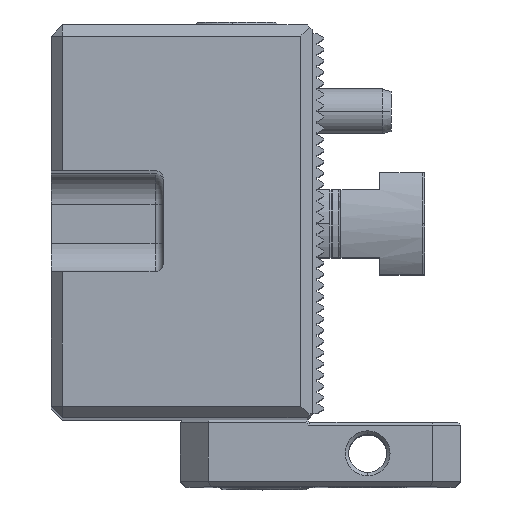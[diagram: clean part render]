
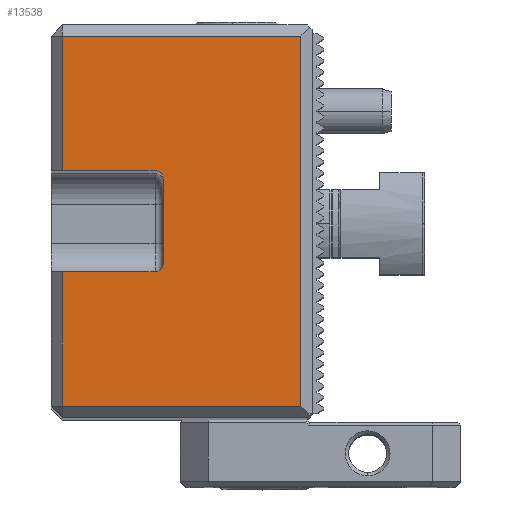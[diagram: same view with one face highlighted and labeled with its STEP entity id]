
A CAD part, top view. The second image highlights one B-rep face of the part: STEP entity #13538.
In plain terms, the highlighted planar face has unit normal (0, 0, 1).
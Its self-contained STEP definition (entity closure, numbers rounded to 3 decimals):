
#377 = EDGE_CURVE ( 'NONE', #12584, #15021, #23261, .T. ) ;
#868 = VERTEX_POINT ( 'NONE', #14678 ) ;
#924 = VECTOR ( 'NONE', #19905, 1000. ) ;
#1278 = EDGE_CURVE ( 'NONE', #15679, #15998, #23641, .T. ) ;
#1456 = ORIENTED_EDGE ( 'NONE', *, *, #20107, .T. ) ;
#1863 = LINE ( 'NONE', #7574, #21638 ) ;
#2563 = CARTESIAN_POINT ( 'NONE',  ( 24.4, 33., 310. ) ) ;
#4334 = DIRECTION ( 'NONE',  ( -1., 0., 0. ) ) ;
#4382 = DIRECTION ( 'NONE',  ( 0., 0., -1. ) ) ;
#4426 = PLANE ( 'NONE',  #16775 ) ;
#4503 = CARTESIAN_POINT ( 'NONE',  ( 24.4, 35., 310. ) ) ;
#4525 = DIRECTION ( 'NONE',  ( -1., 0., 0. ) ) ;
#4852 = CARTESIAN_POINT ( 'NONE',  ( 20.1, 33., 310. ) ) ;
#5332 = EDGE_CURVE ( 'NONE', #15998, #16285, #1863, .T. ) ;
#5674 = LINE ( 'NONE', #2563, #15526 ) ;
#6120 = VECTOR ( 'NONE', #22570, 1000. ) ;
#6251 = VERTEX_POINT ( 'NONE', #18026 ) ;
#6968 = ORIENTED_EDGE ( 'NONE', *, *, #377, .F. ) ;
#7240 = CARTESIAN_POINT ( 'NONE',  ( -5.9, -7.5, 310. ) ) ;
#7574 = CARTESIAN_POINT ( 'NONE',  ( -22.4, -35., 310. ) ) ;
#8086 = DIRECTION ( 'NONE',  ( 0., -1., 0. ) ) ;
#8245 = CARTESIAN_POINT ( 'NONE',  ( -4.4, -9., 310. ) ) ;
#8475 = VECTOR ( 'NONE', #20973, 1000. ) ;
#8590 = VECTOR ( 'NONE', #20042, 1000. ) ;
#8722 = CARTESIAN_POINT ( 'NONE',  ( 24.4, -33., 310. ) ) ;
#9220 = DIRECTION ( 'NONE',  ( -1., 0., 0. ) ) ;
#9553 = VERTEX_POINT ( 'NONE', #11795 ) ;
#10346 = ORIENTED_EDGE ( 'NONE', *, *, #25567, .F. ) ;
#10926 = CARTESIAN_POINT ( 'NONE',  ( -22.4, -33., 310. ) ) ;
#11007 = EDGE_LOOP ( 'NONE', ( #21754, #10346, #16210, #6968, #23360, #23977, #24622, #15292, #15911, #1456 ) ) ;
#11606 = CIRCLE ( 'NONE', #14455, 1.5 ) ;
#11795 = CARTESIAN_POINT ( 'NONE',  ( -5.9, 9., 310. ) ) ;
#12441 = EDGE_CURVE ( 'NONE', #9553, #15021, #18487, .T. ) ;
#12584 = VERTEX_POINT ( 'NONE', #17712 ) ;
#12786 = EDGE_CURVE ( 'NONE', #16309, #16910, #18151, .T. ) ;
#13538 = ADVANCED_FACE ( 'NONE', ( #16278 ), #4426, .F. ) ;
#14224 = EDGE_CURVE ( 'NONE', #12584, #15679, #11606, .T. ) ;
#14455 = AXIS2_PLACEMENT_3D ( 'NONE', #7240, #21061, #9220 ) ;
#14678 = CARTESIAN_POINT ( 'NONE',  ( -22.4, 33., 310. ) ) ;
#15021 = VERTEX_POINT ( 'NONE', #15625 ) ;
#15292 = ORIENTED_EDGE ( 'NONE', *, *, #24587, .T. ) ;
#15499 = CARTESIAN_POINT ( 'NONE',  ( 20.1, 35., 310. ) ) ;
#15526 = VECTOR ( 'NONE', #4525, 1000. ) ;
#15548 = DIRECTION ( 'NONE',  ( 0., 1., 0. ) ) ;
#15625 = CARTESIAN_POINT ( 'NONE',  ( -4.4, 7.5, 310. ) ) ;
#15679 = VERTEX_POINT ( 'NONE', #25061 ) ;
#15911 = ORIENTED_EDGE ( 'NONE', *, *, #12786, .T. ) ;
#15998 = VERTEX_POINT ( 'NONE', #17901 ) ;
#16210 = ORIENTED_EDGE ( 'NONE', *, *, #12441, .T. ) ;
#16278 = FACE_OUTER_BOUND ( 'NONE', #11007, .T. ) ;
#16285 = VERTEX_POINT ( 'NONE', #10926 ) ;
#16309 = VERTEX_POINT ( 'NONE', #20860 ) ;
#16623 = LINE ( 'NONE', #17890, #924 ) ;
#16775 = AXIS2_PLACEMENT_3D ( 'NONE', #4503, #4382, #4334 ) ;
#16910 = VERTEX_POINT ( 'NONE', #4852 ) ;
#17712 = CARTESIAN_POINT ( 'NONE',  ( -4.4, -7.5, 310. ) ) ;
#17890 = CARTESIAN_POINT ( 'NONE',  ( -4.4, 9., 310. ) ) ;
#17901 = CARTESIAN_POINT ( 'NONE',  ( -22.4, -9., 310. ) ) ;
#18026 = CARTESIAN_POINT ( 'NONE',  ( -22.4, 9., 310. ) ) ;
#18036 = CARTESIAN_POINT ( 'NONE',  ( -22.4, -35., 310. ) ) ;
#18151 = LINE ( 'NONE', #15499, #18798 ) ;
#18243 = AXIS2_PLACEMENT_3D ( 'NONE', #19103, #19053, #19012 ) ;
#18487 = CIRCLE ( 'NONE', #18243, 1.5 ) ;
#18591 = VECTOR ( 'NONE', #25295, 1000. ) ;
#18798 = VECTOR ( 'NONE', #15548, 1000. ) ;
#19012 = DIRECTION ( 'NONE',  ( -1., 0., 0. ) ) ;
#19053 = DIRECTION ( 'NONE',  ( 0., 0., -1. ) ) ;
#19103 = CARTESIAN_POINT ( 'NONE',  ( -5.9, 7.5, 310. ) ) ;
#19905 = DIRECTION ( 'NONE',  ( -1., 0., 0. ) ) ;
#20042 = DIRECTION ( 'NONE',  ( 0., -1., 0. ) ) ;
#20107 = EDGE_CURVE ( 'NONE', #16910, #868, #5674, .T. ) ;
#20629 = CARTESIAN_POINT ( 'NONE',  ( -4.4, -9., 310. ) ) ;
#20860 = CARTESIAN_POINT ( 'NONE',  ( 20.1, -33., 310. ) ) ;
#20973 = DIRECTION ( 'NONE',  ( -1., 0., 0. ) ) ;
#21061 = DIRECTION ( 'NONE',  ( 0., 0., -1. ) ) ;
#21278 = LINE ( 'NONE', #8722, #6120 ) ;
#21638 = VECTOR ( 'NONE', #8086, 1000. ) ;
#21754 = ORIENTED_EDGE ( 'NONE', *, *, #24439, .T. ) ;
#22570 = DIRECTION ( 'NONE',  ( 1., 0., 0. ) ) ;
#23261 = LINE ( 'NONE', #8245, #18591 ) ;
#23360 = ORIENTED_EDGE ( 'NONE', *, *, #14224, .T. ) ;
#23641 = LINE ( 'NONE', #20629, #8475 ) ;
#23977 = ORIENTED_EDGE ( 'NONE', *, *, #1278, .T. ) ;
#24394 = LINE ( 'NONE', #18036, #8590 ) ;
#24439 = EDGE_CURVE ( 'NONE', #868, #6251, #24394, .T. ) ;
#24587 = EDGE_CURVE ( 'NONE', #16285, #16309, #21278, .T. ) ;
#24622 = ORIENTED_EDGE ( 'NONE', *, *, #5332, .T. ) ;
#25061 = CARTESIAN_POINT ( 'NONE',  ( -5.9, -9., 310. ) ) ;
#25295 = DIRECTION ( 'NONE',  ( 0., 1., 0. ) ) ;
#25567 = EDGE_CURVE ( 'NONE', #9553, #6251, #16623, .T. ) ;
